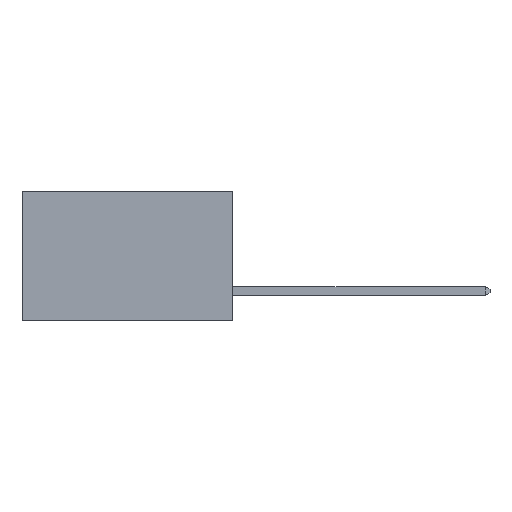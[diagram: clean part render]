
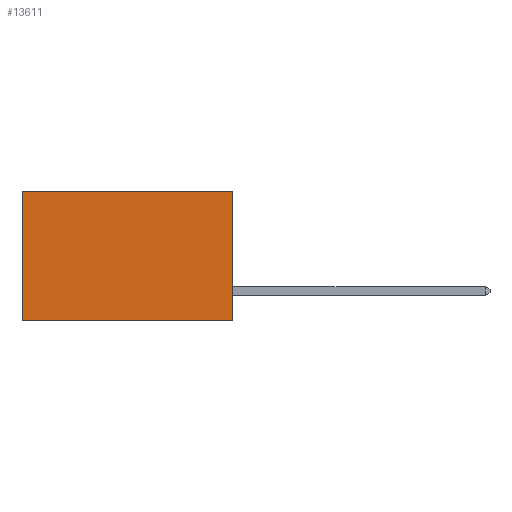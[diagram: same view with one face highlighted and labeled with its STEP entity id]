
A CAD part, left-side view. The second image highlights one B-rep face of the part: STEP entity #13611.
In plain terms, the highlighted planar face has unit normal (-1, 0, 0).
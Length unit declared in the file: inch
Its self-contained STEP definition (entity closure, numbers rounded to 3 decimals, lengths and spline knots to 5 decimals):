
#381 = CARTESIAN_POINT ( 'NONE',  ( 0.2875, 0.6, 0. ) ) ;
#871 = LINE ( 'NONE', #1382, #7147 ) ;
#1382 = CARTESIAN_POINT ( 'NONE',  ( 0.2875, 0.6, 0. ) ) ;
#1442 = CARTESIAN_POINT ( 'NONE',  ( 0.2875, 0., 0. ) ) ;
#1882 = DIRECTION ( 'NONE',  ( 0., 0., -1. ) ) ;
#2031 = ORIENTED_EDGE ( 'NONE', *, *, #3677, .T. ) ;
#2257 = VERTEX_POINT ( 'NONE', #14028 ) ;
#2746 = EDGE_CURVE ( 'NONE', #2257, #7834, #9624, .T. ) ;
#3382 = EDGE_LOOP ( 'NONE', ( #12326, #14442, #5729, #2031 ) ) ;
#3677 = EDGE_CURVE ( 'NONE', #2257, #10989, #5444, .T. ) ;
#3917 = DIRECTION ( 'NONE',  ( 0., 0., -1. ) ) ;
#5371 = DIRECTION ( 'NONE',  ( 0., 0., -1. ) ) ;
#5444 = LINE ( 'NONE', #11187, #14900 ) ;
#5729 = ORIENTED_EDGE ( 'NONE', *, *, #2746, .F. ) ;
#5759 = AXIS2_PLACEMENT_3D ( 'NONE', #8819, #11173, #3917 ) ;
#5996 = EDGE_CURVE ( 'NONE', #10989, #9672, #871, .T. ) ;
#6160 = FACE_OUTER_BOUND ( 'NONE', #3382, .T. ) ;
#6731 = VECTOR ( 'NONE', #10691, 39.37008 ) ;
#7147 = VECTOR ( 'NONE', #1882, 39.37008 ) ;
#7426 = EDGE_CURVE ( 'NONE', #7834, #9672, #9909, .T. ) ;
#7834 = VERTEX_POINT ( 'NONE', #15630 ) ;
#8819 = CARTESIAN_POINT ( 'NONE',  ( 0.2875, 0., 0. ) ) ;
#9615 = CARTESIAN_POINT ( 'NONE',  ( 0.2875, 0.6, -0.37 ) ) ;
#9624 = LINE ( 'NONE', #1442, #15414 ) ;
#9672 = VERTEX_POINT ( 'NONE', #9615 ) ;
#9848 = DIRECTION ( 'NONE',  ( 0., 1., 0. ) ) ;
#9909 = LINE ( 'NONE', #11667, #6731 ) ;
#9985 = PLANE ( 'NONE',  #5759 ) ;
#10691 = DIRECTION ( 'NONE',  ( 0., 1., 0. ) ) ;
#10989 = VERTEX_POINT ( 'NONE', #381 ) ;
#11173 = DIRECTION ( 'NONE',  ( 1., 0., 0. ) ) ;
#11187 = CARTESIAN_POINT ( 'NONE',  ( 0.2875, 0., 0. ) ) ;
#11667 = CARTESIAN_POINT ( 'NONE',  ( 0.2875, 0., -0.37 ) ) ;
#12326 = ORIENTED_EDGE ( 'NONE', *, *, #5996, .T. ) ;
#13611 = ADVANCED_FACE ( 'NONE', ( #6160 ), #9985, .F. ) ;
#14028 = CARTESIAN_POINT ( 'NONE',  ( 0.2875, 0., 0. ) ) ;
#14442 = ORIENTED_EDGE ( 'NONE', *, *, #7426, .F. ) ;
#14900 = VECTOR ( 'NONE', #9848, 39.37008 ) ;
#15414 = VECTOR ( 'NONE', #5371, 39.37008 ) ;
#15630 = CARTESIAN_POINT ( 'NONE',  ( 0.2875, 0., -0.37 ) ) ;
